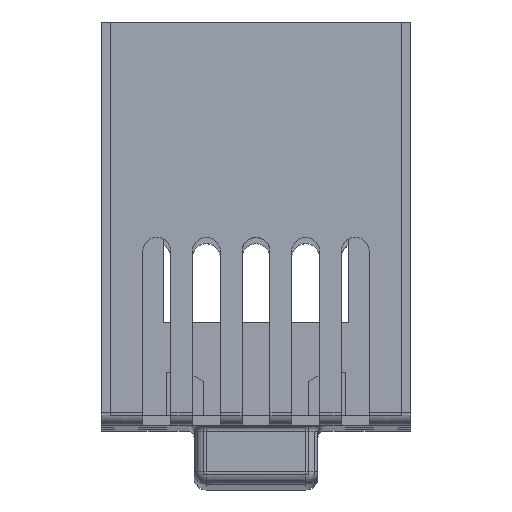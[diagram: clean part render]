
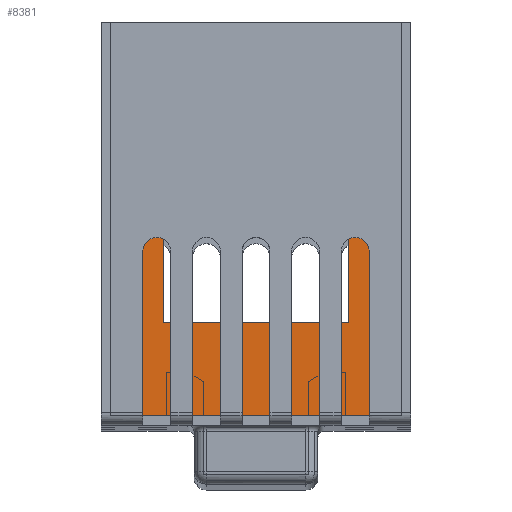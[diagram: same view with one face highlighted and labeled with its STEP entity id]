
A CAD part, top view. The second image highlights one B-rep face of the part: STEP entity #8381.
In plain terms, the highlighted planar face has unit normal (0, 0, 1).
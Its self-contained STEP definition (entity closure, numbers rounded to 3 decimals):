
#8359=AXIS2_PLACEMENT_3D('Plane Axis2P3D',#8356,#8357,#8358) ;
#5755=CARTESIAN_POINT('Vertex',(-1.5,-63.5,577.5)) ;
#5758=CARTESIAN_POINT('Line Origine',(-25.,-63.5,577.5)) ;
#5762=CARTESIAN_POINT('Vertex',(-48.5,-63.5,577.5)) ;
#6637=CARTESIAN_POINT('Vertex',(-10.,0.,577.5)) ;
#6640=CARTESIAN_POINT('Line Origine',(-5.75,0.,577.5)) ;
#6644=CARTESIAN_POINT('Vertex',(-1.5,0.,577.5)) ;
#6656=CARTESIAN_POINT('Vertex',(-48.5,0.,577.5)) ;
#6659=CARTESIAN_POINT('Line Origine',(-44.25,0.,577.5)) ;
#6663=CARTESIAN_POINT('Vertex',(-40.,0.,577.5)) ;
#8008=CARTESIAN_POINT('Vertex',(-10.,-48.5,577.5)) ;
#8011=CARTESIAN_POINT('Line Origine',(-10.,-24.25,577.5)) ;
#8035=CARTESIAN_POINT('Line Origine',(-25.,-48.5,577.5)) ;
#8039=CARTESIAN_POINT('Vertex',(-40.,-48.5,577.5)) ;
#8337=CARTESIAN_POINT('Line Origine',(-1.5,-31.75,577.5)) ;
#8356=CARTESIAN_POINT('Axis2P3D Location',(-10.,0.,577.5)) ;
#8361=CARTESIAN_POINT('Line Origine',(-40.,-24.25,577.5)) ;
#8366=CARTESIAN_POINT('Line Origine',(-48.5,-31.75,577.5)) ;
#5759=DIRECTION('Vector Direction',(1.,0.,0.)) ;
#6641=DIRECTION('Vector Direction',(1.,0.,0.)) ;
#6660=DIRECTION('Vector Direction',(1.,0.,0.)) ;
#8012=DIRECTION('Vector Direction',(0.,-1.,0.)) ;
#8036=DIRECTION('Vector Direction',(1.,0.,0.)) ;
#8338=DIRECTION('Vector Direction',(0.,-1.,0.)) ;
#8357=DIRECTION('Axis2P3D Direction',(0.,0.,-1.)) ;
#8358=DIRECTION('Axis2P3D XDirection',(1.,0.,0.)) ;
#8362=DIRECTION('Vector Direction',(0.,-1.,0.)) ;
#8367=DIRECTION('Vector Direction',(0.,-1.,0.)) ;
#5760=VECTOR('Line Direction',#5759,1.) ;
#6642=VECTOR('Line Direction',#6641,1.) ;
#6661=VECTOR('Line Direction',#6660,1.) ;
#8013=VECTOR('Line Direction',#8012,1.) ;
#8037=VECTOR('Line Direction',#8036,1.) ;
#8339=VECTOR('Line Direction',#8338,1.) ;
#8363=VECTOR('Line Direction',#8362,1.) ;
#8368=VECTOR('Line Direction',#8367,1.) ;
#8372=ORIENTED_EDGE('',*,*,#5764,.F.) ;
#8373=ORIENTED_EDGE('',*,*,#8341,.F.) ;
#8374=ORIENTED_EDGE('',*,*,#6646,.F.) ;
#8375=ORIENTED_EDGE('',*,*,#8015,.T.) ;
#8376=ORIENTED_EDGE('',*,*,#8041,.T.) ;
#8377=ORIENTED_EDGE('',*,*,#8365,.F.) ;
#8378=ORIENTED_EDGE('',*,*,#6665,.T.) ;
#8379=ORIENTED_EDGE('',*,*,#8370,.T.) ;
#8381=ADVANCED_FACE('Volumenk\X2\00F6\X0\rper1',(#8380),#8360,.F.) ;
#5764=EDGE_CURVE('',#5756,#5763,#5761,.F.) ;
#6646=EDGE_CURVE('',#6638,#6645,#6643,.T.) ;
#6665=EDGE_CURVE('',#6664,#6657,#6662,.F.) ;
#8015=EDGE_CURVE('',#6638,#8009,#8014,.T.) ;
#8041=EDGE_CURVE('',#8009,#8040,#8038,.F.) ;
#8341=EDGE_CURVE('',#6645,#5756,#8340,.T.) ;
#8365=EDGE_CURVE('',#6664,#8040,#8364,.T.) ;
#8370=EDGE_CURVE('',#6657,#5763,#8369,.T.) ;
#8371=EDGE_LOOP('',(#8372,#8373,#8374,#8375,#8376,#8377,#8378,#8379)) ;
#8380=FACE_OUTER_BOUND('',#8371,.T.) ;
#5761=LINE('Line',#5758,#5760) ;
#6643=LINE('Line',#6640,#6642) ;
#6662=LINE('Line',#6659,#6661) ;
#8014=LINE('Line',#8011,#8013) ;
#8038=LINE('Line',#8035,#8037) ;
#8340=LINE('Line',#8337,#8339) ;
#8364=LINE('Line',#8361,#8363) ;
#8369=LINE('Line',#8366,#8368) ;
#8360=PLANE('',#8359) ;
#5756=VERTEX_POINT('',#5755) ;
#5763=VERTEX_POINT('',#5762) ;
#6638=VERTEX_POINT('',#6637) ;
#6645=VERTEX_POINT('',#6644) ;
#6657=VERTEX_POINT('',#6656) ;
#6664=VERTEX_POINT('',#6663) ;
#8009=VERTEX_POINT('',#8008) ;
#8040=VERTEX_POINT('',#8039) ;
